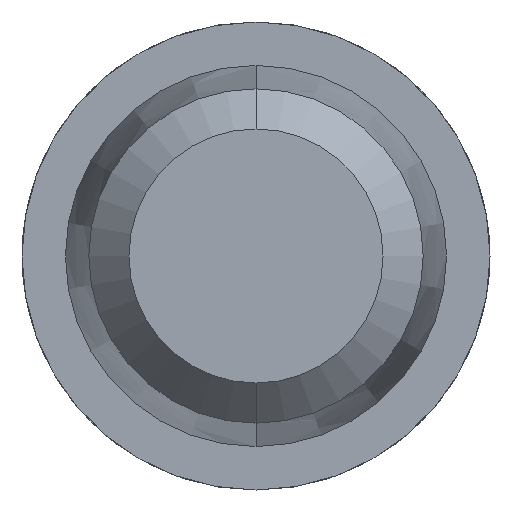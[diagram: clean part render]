
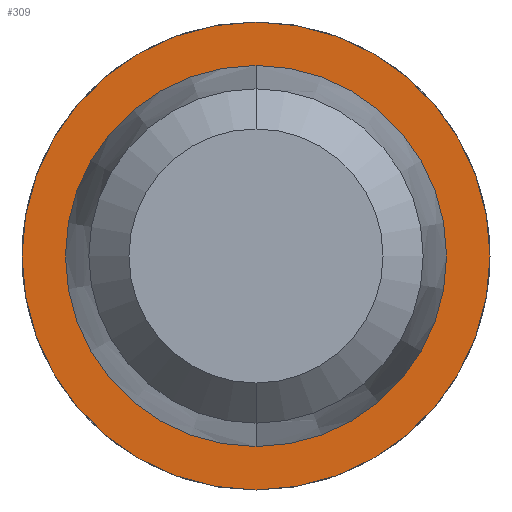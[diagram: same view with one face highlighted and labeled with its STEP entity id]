
A CAD part, front view. The second image highlights one B-rep face of the part: STEP entity #309.
In plain terms, the highlighted planar face has unit normal (0, -1, 0).
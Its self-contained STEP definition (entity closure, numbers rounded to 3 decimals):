
#8 = CIRCLE ( 'NONE', #2982, 0.7 ) ;
#37 = ORIENTED_EDGE ( 'NONE', *, *, #3903, .T. ) ;
#109 = CIRCLE ( 'NONE', #3408, 0.57 ) ;
#303 = CARTESIAN_POINT ( 'NONE',  ( 0., 26., 0.57 ) ) ;
#309 = ADVANCED_FACE ( 'Defeature ausgef�hrt2_14', ( #1342, #3018 ), #1875, .T. ) ;
#329 = CARTESIAN_POINT ( 'NONE',  ( 0., 26., 0.7 ) ) ;
#371 = VERTEX_POINT ( 'NONE', #2481 ) ;
#375 = AXIS2_PLACEMENT_3D ( 'NONE', #4039, #541, #3105 ) ;
#541 = DIRECTION ( 'NONE',  ( 0., -1., 0. ) ) ;
#583 = DIRECTION ( 'NONE',  ( 0., -1., 0. ) ) ;
#779 = EDGE_LOOP ( 'NONE', ( #37, #2049 ) ) ;
#781 = ORIENTED_EDGE ( 'NONE', *, *, #3692, .F. ) ;
#820 = AXIS2_PLACEMENT_3D ( 'NONE', #3747, #583, #1829 ) ;
#837 = ORIENTED_EDGE ( 'NONE', *, *, #2377, .F. ) ;
#907 = CIRCLE ( 'NONE', #1102, 0.7 ) ;
#1102 = AXIS2_PLACEMENT_3D ( 'NONE', #1139, #2063, #1165 ) ;
#1139 = CARTESIAN_POINT ( 'NONE',  ( 0., 26., 0. ) ) ;
#1165 = DIRECTION ( 'NONE',  ( 0., 0., -1. ) ) ;
#1342 = FACE_OUTER_BOUND ( 'NONE', #779, .T. ) ;
#1357 = DIRECTION ( 'NONE',  ( 0., 0., -1. ) ) ;
#1727 = CARTESIAN_POINT ( 'NONE',  ( 0., 26., 0. ) ) ;
#1829 = DIRECTION ( 'NONE',  ( 0., 0., -1. ) ) ;
#1875 = PLANE ( 'NONE',  #820 ) ;
#1876 = EDGE_CURVE ( 'Defeature ausgef�hrt2_14+Defeature ausgef�hrt2_15+Defeature ausgef�hrt2_15+Defeature ausgef�hrt2_15', #3537, #2591, #907, .T. ) ;
#2049 = ORIENTED_EDGE ( 'NONE', *, *, #1876, .T. ) ;
#2063 = DIRECTION ( 'NONE',  ( 0., -1., 0. ) ) ;
#2343 = DIRECTION ( 'NONE',  ( 0., 0., -1. ) ) ;
#2367 = DIRECTION ( 'NONE',  ( 0., -1., 0. ) ) ;
#2377 = EDGE_CURVE ( 'Defeature ausgef�hrt2_13+Defeature ausgef�hrt2_14+Defeature ausgef�hrt2_14+Defeature ausgef�hrt2_14', #3587, #371, #3547, .T. ) ;
#2481 = CARTESIAN_POINT ( 'NONE',  ( 0., 26., -0.57 ) ) ;
#2591 = VERTEX_POINT ( 'NONE', #2975 ) ;
#2948 = CARTESIAN_POINT ( 'NONE',  ( 0., 26., 0. ) ) ;
#2975 = CARTESIAN_POINT ( 'NONE',  ( 0., 26., -0.7 ) ) ;
#2982 = AXIS2_PLACEMENT_3D ( 'NONE', #2948, #3270, #1357 ) ;
#3018 = FACE_BOUND ( 'NONE', #3485, .T. ) ;
#3105 = DIRECTION ( 'NONE',  ( 0., 0., -1. ) ) ;
#3270 = DIRECTION ( 'NONE',  ( 0., -1., 0. ) ) ;
#3408 = AXIS2_PLACEMENT_3D ( 'NONE', #1727, #2367, #2343 ) ;
#3485 = EDGE_LOOP ( 'NONE', ( #837, #781 ) ) ;
#3537 = VERTEX_POINT ( 'NONE', #329 ) ;
#3547 = CIRCLE ( 'NONE', #375, 0.57 ) ;
#3587 = VERTEX_POINT ( 'NONE', #303 ) ;
#3692 = EDGE_CURVE ( 'Defeature ausgef�hrt2_13+Defeature ausgef�hrt2_14+Defeature ausgef�hrt2_14+Defeature ausgef�hrt2_14', #371, #3587, #109, .T. ) ;
#3747 = CARTESIAN_POINT ( 'NONE',  ( 0.57, 26., 0. ) ) ;
#3903 = EDGE_CURVE ( 'Defeature ausgef�hrt2_14+Defeature ausgef�hrt2_15+Defeature ausgef�hrt2_15+Defeature ausgef�hrt2_15', #2591, #3537, #8, .T. ) ;
#4039 = CARTESIAN_POINT ( 'NONE',  ( 0., 26., 0. ) ) ;
